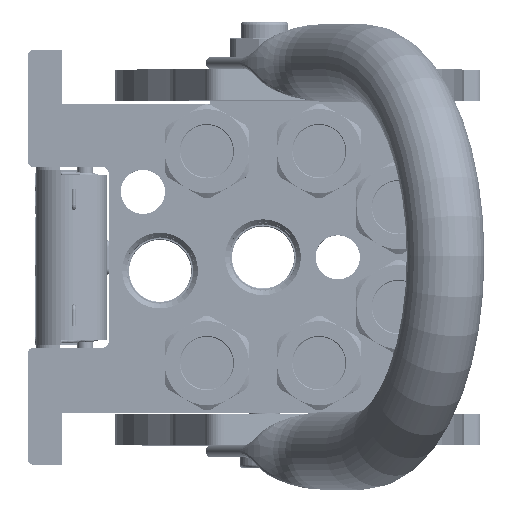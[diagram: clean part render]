
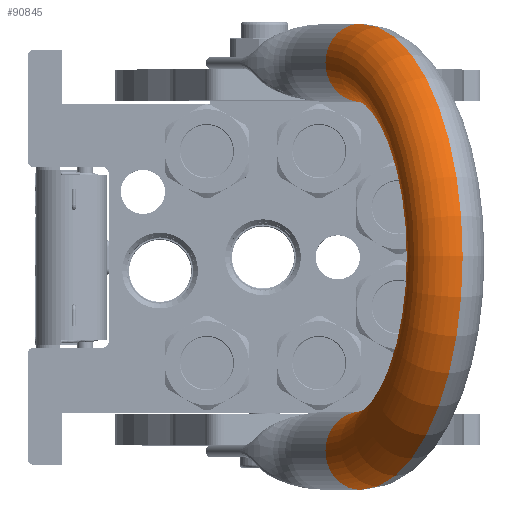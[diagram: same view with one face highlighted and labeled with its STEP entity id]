
A CAD part, top view. The second image highlights one B-rep face of the part: STEP entity #90845.
In plain terms, the highlighted toroidal (fillet/blend) face has major radius 62.25 mm and minor radius 12.5 mm.
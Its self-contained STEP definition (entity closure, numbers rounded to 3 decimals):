
#5296 = AXIS2_PLACEMENT_3D ( 'NONE', #33869, #92498, #82562 ) ;
#6144 = AXIS2_PLACEMENT_3D ( 'NONE', #71837, #22313, #91777 ) ;
#7184 = CARTESIAN_POINT ( 'NONE',  ( 74.75, 0., 25.25 ) ) ;
#8929 = CIRCLE ( 'NONE', #30988, 12.5 ) ;
#9779 = EDGE_CURVE ( 'NONE', #86984, #87285, #60759, .T. ) ;
#12070 = CARTESIAN_POINT ( 'NONE',  ( 0., 0., 25.25 ) ) ;
#22313 = DIRECTION ( 'NONE',  ( 0., 1., 0. ) ) ;
#23320 = CARTESIAN_POINT ( 'NONE',  ( -74.75, 0., 25.25 ) ) ;
#24858 = ORIENTED_EDGE ( 'NONE', *, *, #9779, .F. ) ;
#28247 = VERTEX_POINT ( 'NONE', #50068 ) ;
#30988 = AXIS2_PLACEMENT_3D ( 'NONE', #110750, #99044, #60441 ) ;
#32434 = DIRECTION ( 'NONE',  ( -1., 0., 0. ) ) ;
#32504 = DIRECTION ( 'NONE',  ( 0., 0., -1. ) ) ;
#33869 = CARTESIAN_POINT ( 'NONE',  ( 0., 0., 25.25 ) ) ;
#34002 = EDGE_CURVE ( 'NONE', #28247, #73899, #39146, .T. ) ;
#34171 = ORIENTED_EDGE ( 'NONE', *, *, #67174, .F. ) ;
#35209 = TOROIDAL_SURFACE ( 'NONE', #5296, 62.25, 12.5 ) ;
#35412 = AXIS2_PLACEMENT_3D ( 'NONE', #12070, #62873, #32434 ) ;
#39146 = CIRCLE ( 'NONE', #35412, 49.75 ) ;
#50068 = CARTESIAN_POINT ( 'NONE',  ( -49.75, 0., 25.25 ) ) ;
#60441 = DIRECTION ( 'NONE',  ( -1., 0., 0. ) ) ;
#60759 = CIRCLE ( 'NONE', #6144, 74.75 ) ;
#62873 = DIRECTION ( 'NONE',  ( 0., 1., 0. ) ) ;
#64788 = FACE_OUTER_BOUND ( 'NONE', #76053, .T. ) ;
#65087 = CIRCLE ( 'NONE', #87931, 12.5 ) ;
#65694 = ORIENTED_EDGE ( 'NONE', *, *, #89940, .T. ) ;
#67174 = EDGE_CURVE ( 'NONE', #87285, #73899, #65087, .T. ) ;
#71837 = CARTESIAN_POINT ( 'NONE',  ( 0., 0., 25.25 ) ) ;
#73899 = VERTEX_POINT ( 'NONE', #116360 ) ;
#76053 = EDGE_LOOP ( 'NONE', ( #83704, #34171, #24858, #65694 ) ) ;
#82562 = DIRECTION ( 'NONE',  ( 1., 0., 0. ) ) ;
#83704 = ORIENTED_EDGE ( 'NONE', *, *, #34002, .T. ) ;
#86984 = VERTEX_POINT ( 'NONE', #23320 ) ;
#87285 = VERTEX_POINT ( 'NONE', #7184 ) ;
#87931 = AXIS2_PLACEMENT_3D ( 'NONE', #111947, #32504, #123220 ) ;
#89940 = EDGE_CURVE ( 'NONE', #86984, #28247, #8929, .T. ) ;
#90845 = ADVANCED_FACE ( 'NONE', ( #64788 ), #35209, .T. ) ;
#91777 = DIRECTION ( 'NONE',  ( -1., 0., 0. ) ) ;
#92498 = DIRECTION ( 'NONE',  ( 0., 1., 0. ) ) ;
#99044 = DIRECTION ( 'NONE',  ( 0., 0., 1. ) ) ;
#110750 = CARTESIAN_POINT ( 'NONE',  ( -62.25, 0., 25.25 ) ) ;
#111947 = CARTESIAN_POINT ( 'NONE',  ( 62.25, 0., 25.25 ) ) ;
#116360 = CARTESIAN_POINT ( 'NONE',  ( 49.75, 0., 25.25 ) ) ;
#123220 = DIRECTION ( 'NONE',  ( 1., 0., 0. ) ) ;
